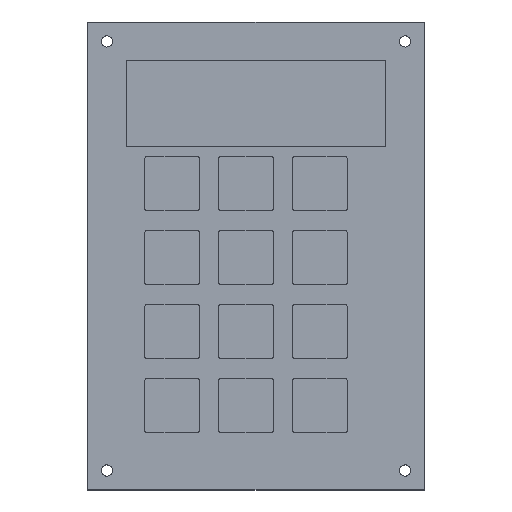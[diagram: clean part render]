
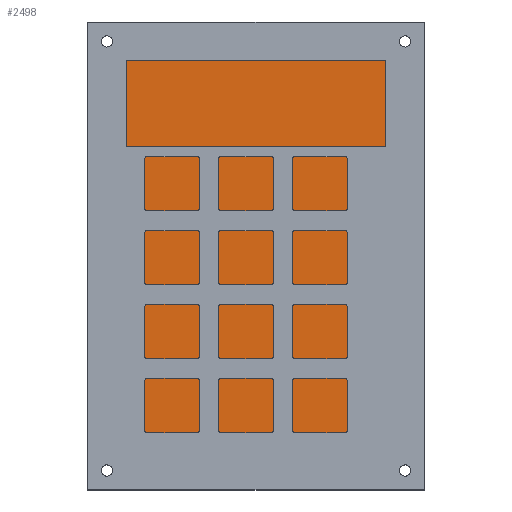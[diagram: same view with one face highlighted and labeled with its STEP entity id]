
A CAD part, top view. The second image highlights one B-rep face of the part: STEP entity #2498.
In plain terms, the highlighted planar face has unit normal (0, 0, 1).
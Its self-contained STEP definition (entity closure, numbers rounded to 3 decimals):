
#238=FACE_OUTER_BOUND('',#373,.T.);
#373=EDGE_LOOP('',(#1717,#1718,#1719,#1720));
#539=LINE('',#3636,#799);
#558=LINE('',#3682,#818);
#559=LINE('',#3684,#819);
#560=LINE('',#3685,#820);
#799=VECTOR('',#2887,10.);
#818=VECTOR('',#2928,10.);
#819=VECTOR('',#2929,10.);
#820=VECTOR('',#2930,10.);
#1059=VERTEX_POINT('',#3633);
#1060=VERTEX_POINT('',#3635);
#1076=VERTEX_POINT('',#3681);
#1077=VERTEX_POINT('',#3683);
#1307=EDGE_CURVE('',#1059,#1060,#539,.T.);
#1330=EDGE_CURVE('',#1076,#1059,#558,.T.);
#1331=EDGE_CURVE('',#1077,#1076,#559,.T.);
#1332=EDGE_CURVE('',#1060,#1077,#560,.T.);
#1717=ORIENTED_EDGE('',*,*,#1307,.F.);
#1718=ORIENTED_EDGE('',*,*,#1330,.F.);
#1719=ORIENTED_EDGE('',*,*,#1331,.F.);
#1720=ORIENTED_EDGE('',*,*,#1332,.F.);
#2425=PLANE('',#2646);
#2498=ADVANCED_FACE('',(#238),#2425,.T.);
#2646=AXIS2_PLACEMENT_3D('',#3680,#2926,#2927);
#2887=DIRECTION('',(1.,0.,0.));
#2926=DIRECTION('center_axis',(0.,0.,1.));
#2927=DIRECTION('ref_axis',(0.,-1.,0.));
#2928=DIRECTION('',(0.,1.,0.));
#2929=DIRECTION('',(-1.,0.,0.));
#2930=DIRECTION('',(0.,-1.,0.));
#3633=CARTESIAN_POINT('',(-37.276,-20.838,3.));
#3635=CARTESIAN_POINT('',(29.524,-20.838,3.));
#3636=CARTESIAN_POINT('',(-20.576,-20.838,3.));
#3680=CARTESIAN_POINT('Origin',(-3.876,-71.113,3.));
#3681=CARTESIAN_POINT('',(-37.276,-121.388,3.));
#3682=CARTESIAN_POINT('',(-37.276,-96.25,3.));
#3683=CARTESIAN_POINT('',(29.524,-121.388,3.));
#3684=CARTESIAN_POINT('',(12.824,-121.388,3.));
#3685=CARTESIAN_POINT('',(29.524,-45.975,3.));
